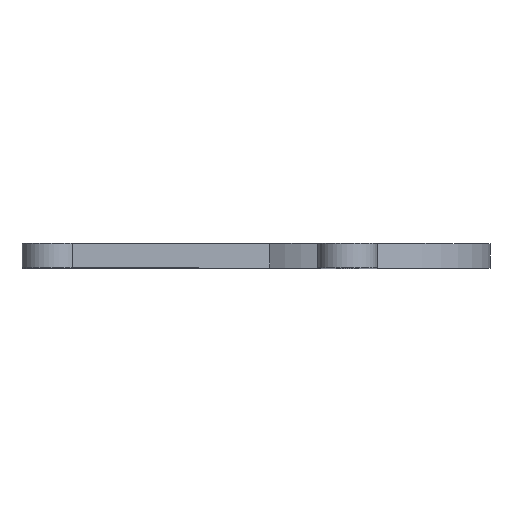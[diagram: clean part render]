
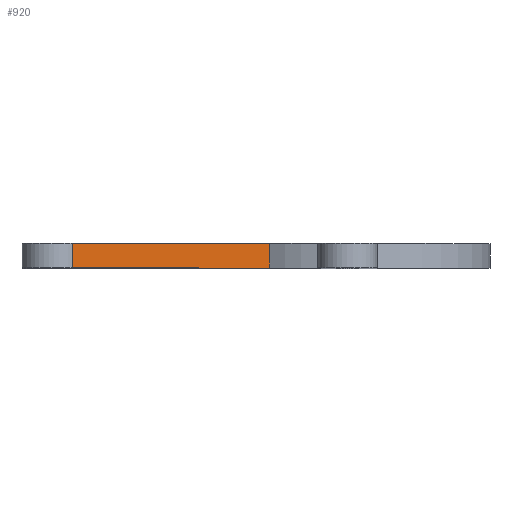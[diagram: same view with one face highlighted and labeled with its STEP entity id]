
A CAD part, top view. The second image highlights one B-rep face of the part: STEP entity #920.
In plain terms, the highlighted planar face has unit normal (0.707, 0, 0.707).
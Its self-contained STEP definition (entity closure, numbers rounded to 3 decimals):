
#56=PLANE('',#1023);
#119=FACE_OUTER_BOUND('',#164,.T.);
#164=EDGE_LOOP('',(#777,#778,#779,#780));
#265=LINE('',#1533,#344);
#266=LINE('',#1536,#345);
#267=LINE('',#1538,#346);
#268=LINE('',#1539,#347);
#344=VECTOR('',#1268,10.);
#345=VECTOR('',#1271,10.);
#346=VECTOR('',#1272,10.);
#347=VECTOR('',#1273,10.);
#480=VERTEX_POINT('',#1529);
#481=VERTEX_POINT('',#1531);
#482=VERTEX_POINT('',#1535);
#483=VERTEX_POINT('',#1537);
#603=EDGE_CURVE('',#480,#481,#265,.T.);
#604=EDGE_CURVE('',#482,#480,#266,.T.);
#605=EDGE_CURVE('',#483,#481,#267,.T.);
#606=EDGE_CURVE('',#482,#483,#268,.T.);
#777=ORIENTED_EDGE('',*,*,#604,.T.);
#778=ORIENTED_EDGE('',*,*,#603,.T.);
#779=ORIENTED_EDGE('',*,*,#605,.F.);
#780=ORIENTED_EDGE('',*,*,#606,.F.);
#920=ADVANCED_FACE('',(#119),#56,.T.);
#1023=AXIS2_PLACEMENT_3D('',#1534,#1269,#1270);
#1268=DIRECTION('',(0.,1.,0.));
#1269=DIRECTION('center_axis',(0.707,0.,0.707));
#1270=DIRECTION('ref_axis',(0.707,0.,-0.707));
#1271=DIRECTION('',(0.707,0.,-0.707));
#1272=DIRECTION('',(0.707,0.,-0.707));
#1273=DIRECTION('',(0.,1.,0.));
#1529=CARTESIAN_POINT('',(104.255,392.,24.23));
#1531=CARTESIAN_POINT('',(104.255,397.,24.23));
#1533=CARTESIAN_POINT('',(104.255,392.,24.23));
#1534=CARTESIAN_POINT('Origin',(64.243,392.,64.243));
#1535=CARTESIAN_POINT('',(64.243,392.,64.243));
#1536=CARTESIAN_POINT('',(64.243,392.,64.243));
#1537=CARTESIAN_POINT('',(64.243,397.,64.243));
#1538=CARTESIAN_POINT('',(64.243,397.,64.243));
#1539=CARTESIAN_POINT('',(64.243,392.,64.243));
